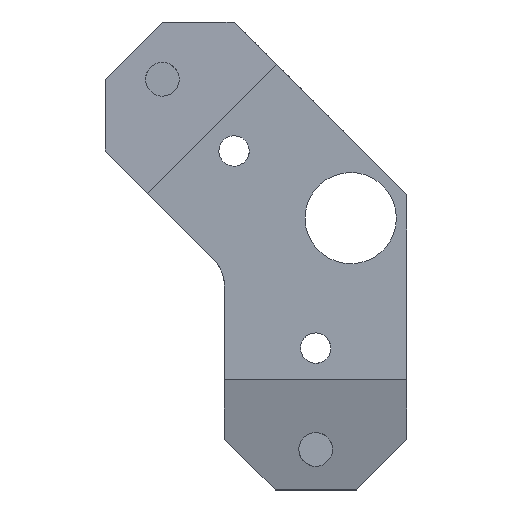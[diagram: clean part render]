
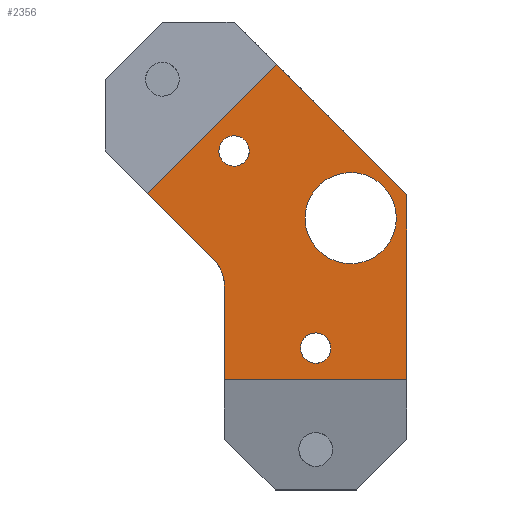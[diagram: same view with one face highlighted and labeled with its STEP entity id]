
A CAD part, left-side view. The second image highlights one B-rep face of the part: STEP entity #2356.
In plain terms, the highlighted planar face has unit normal (-1, 0, 0).
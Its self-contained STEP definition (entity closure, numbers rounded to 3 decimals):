
#1660=AXIS2_PLACEMENT_3D('Circle Axis2P3D',#1658,#1659,$) ;
#1702=AXIS2_PLACEMENT_3D('Circle Axis2P3D',#1700,#1701,$) ;
#1747=AXIS2_PLACEMENT_3D('Circle Axis2P3D',#1745,#1746,$) ;
#2302=AXIS2_PLACEMENT_3D('Plane Axis2P3D',#2299,#2300,#2301) ;
#2306=AXIS2_PLACEMENT_3D('Circle Axis2P3D',#2304,#2305,$) ;
#2336=AXIS2_PLACEMENT_3D('Circle Axis2P3D',#2334,#2335,$) ;
#2345=AXIS2_PLACEMENT_3D('Circle Axis2P3D',#2343,#2344,$) ;
#1623=CARTESIAN_POINT('Vertex',(-18.,40.159,4.931)) ;
#1626=CARTESIAN_POINT('Line Origine',(-18.,27.431,17.659)) ;
#1630=CARTESIAN_POINT('Vertex',(-18.,14.703,30.387)) ;
#1655=CARTESIAN_POINT('Vertex',(-18.,25.656,14.689)) ;
#1658=CARTESIAN_POINT('Axis2P3D Location',(-18.,23.023,13.251)) ;
#1662=CARTESIAN_POINT('Vertex',(-18.,20.391,11.813)) ;
#1678=CARTESIAN_POINT('Control Point',(-18.,25.656,14.689)) ;
#1679=CARTESIAN_POINT('Control Point',(-18.,25.204,15.517)) ;
#1680=CARTESIAN_POINT('Control Point',(-18.,24.428,16.166)) ;
#1681=CARTESIAN_POINT('Control Point',(-18.,23.417,16.463)) ;
#1682=CARTESIAN_POINT('Control Point',(-18.,21.408,16.209)) ;
#1683=CARTESIAN_POINT('Control Point',(-18.,20.108,14.655)) ;
#1684=CARTESIAN_POINT('Control Point',(-18.,19.812,13.645)) ;
#1685=CARTESIAN_POINT('Control Point',(-18.,19.939,12.64)) ;
#1686=CARTESIAN_POINT('Control Point',(-18.,20.391,11.813)) ;
#1700=CARTESIAN_POINT('Axis2P3D Location',(-18.,0.,0.)) ;
#1704=CARTESIAN_POINT('Vertex',(-18.,-7.898,-4.315)) ;
#1706=CARTESIAN_POINT('Vertex',(-18.,7.898,4.315)) ;
#1745=CARTESIAN_POINT('Axis2P3D Location',(-18.,0.,0.)) ;
#1799=CARTESIAN_POINT('Vertex',(-18.,27.107,-8.121)) ;
#1802=CARTESIAN_POINT('Line Origine',(-18.,33.633,-1.595)) ;
#2145=CARTESIAN_POINT('Line Origine',(-18.,1.807,17.49)) ;
#2149=CARTESIAN_POINT('Vertex',(-18.,-11.09,4.594)) ;
#2188=CARTESIAN_POINT('Vertex',(-18.,-11.09,-31.883)) ;
#2191=CARTESIAN_POINT('Line Origine',(-18.,6.91,-31.883)) ;
#2195=CARTESIAN_POINT('Vertex',(-18.,24.91,-31.883)) ;
#2299=CARTESIAN_POINT('Axis2P3D Location',(-18.,0.,0.)) ;
#2304=CARTESIAN_POINT('Axis2P3D Location',(-18.,32.41,-13.425)) ;
#2308=CARTESIAN_POINT('Vertex',(-18.,24.91,-13.425)) ;
#2311=CARTESIAN_POINT('Line Origine',(-18.,24.91,-22.654)) ;
#2316=CARTESIAN_POINT('Line Origine',(-18.,-11.09,-13.645)) ;
#2334=CARTESIAN_POINT('Axis2P3D Location',(-18.,6.91,-25.65)) ;
#2338=CARTESIAN_POINT('Vertex',(-18.,9.543,-24.212)) ;
#2340=CARTESIAN_POINT('Vertex',(-18.,4.277,-27.088)) ;
#2343=CARTESIAN_POINT('Axis2P3D Location',(-18.,6.91,-25.65)) ;
#1627=DIRECTION('Vector Direction',(0.,-0.707,0.707)) ;
#1659=DIRECTION('Axis2P3D Direction',(1.,-0.,0.)) ;
#1701=DIRECTION('Axis2P3D Direction',(1.,-0.,0.)) ;
#1746=DIRECTION('Axis2P3D Direction',(1.,-0.,0.)) ;
#1803=DIRECTION('Vector Direction',(0.,-0.707,-0.707)) ;
#2146=DIRECTION('Vector Direction',(0.,-0.707,-0.707)) ;
#2192=DIRECTION('Vector Direction',(0.,-1.,0.)) ;
#2300=DIRECTION('Axis2P3D Direction',(1.,0.,0.)) ;
#2301=DIRECTION('Axis2P3D XDirection',(0.,1.,0.)) ;
#2305=DIRECTION('Axis2P3D Direction',(1.,0.,0.)) ;
#2312=DIRECTION('Vector Direction',(0.,0.,1.)) ;
#2317=DIRECTION('Vector Direction',(0.,0.,-1.)) ;
#2335=DIRECTION('Axis2P3D Direction',(1.,0.,0.)) ;
#2344=DIRECTION('Axis2P3D Direction',(1.,0.,0.)) ;
#1628=VECTOR('Line Direction',#1627,1.) ;
#1804=VECTOR('Line Direction',#1803,1.) ;
#2147=VECTOR('Line Direction',#2146,1.) ;
#2193=VECTOR('Line Direction',#2192,1.) ;
#2313=VECTOR('Line Direction',#2312,1.) ;
#2318=VECTOR('Line Direction',#2317,1.) ;
#2322=ORIENTED_EDGE('',*,*,#1806,.F.) ;
#2323=ORIENTED_EDGE('',*,*,#2310,.T.) ;
#2324=ORIENTED_EDGE('',*,*,#2315,.F.) ;
#2325=ORIENTED_EDGE('',*,*,#2197,.T.) ;
#2326=ORIENTED_EDGE('',*,*,#2320,.F.) ;
#2327=ORIENTED_EDGE('',*,*,#2151,.F.) ;
#2328=ORIENTED_EDGE('',*,*,#1632,.F.) ;
#2331=ORIENTED_EDGE('',*,*,#1687,.T.) ;
#2332=ORIENTED_EDGE('',*,*,#1664,.T.) ;
#2349=ORIENTED_EDGE('',*,*,#2342,.T.) ;
#2350=ORIENTED_EDGE('',*,*,#2347,.T.) ;
#2353=ORIENTED_EDGE('',*,*,#1749,.T.) ;
#2354=ORIENTED_EDGE('',*,*,#1708,.T.) ;
#2333=FACE_BOUND('',#2330,.T.) ;
#2351=FACE_BOUND('',#2348,.T.) ;
#2355=FACE_BOUND('',#2352,.T.) ;
#2356=ADVANCED_FACE('PartBody',(#2329,#2333,#2351,#2355),#2303,.F.) ;
#1677=B_SPLINE_CURVE_WITH_KNOTS('',5,(#1678,#1679,#1680,#1681,#1682,#1683,#1684,#1685,#1686),.UNSPECIFIED.,.F.,.U.,(6,3,6),(-4.712,0.,4.712),.UNSPECIFIED.) ;
#1661=CIRCLE('generated circle',#1660,3.) ;
#1703=CIRCLE('generated circle',#1702,9.) ;
#1748=CIRCLE('generated circle',#1747,9.) ;
#2307=CIRCLE('generated circle',#2306,7.5) ;
#2337=CIRCLE('generated circle',#2336,3.) ;
#2346=CIRCLE('generated circle',#2345,3.) ;
#1632=EDGE_CURVE('',#1624,#1631,#1629,.T.) ;
#1664=EDGE_CURVE('',#1663,#1656,#1661,.T.) ;
#1687=EDGE_CURVE('',#1656,#1663,#1677,.T.) ;
#1708=EDGE_CURVE('',#1705,#1707,#1703,.T.) ;
#1749=EDGE_CURVE('',#1707,#1705,#1748,.T.) ;
#1806=EDGE_CURVE('',#1800,#1624,#1805,.F.) ;
#2151=EDGE_CURVE('',#1631,#2150,#2148,.T.) ;
#2197=EDGE_CURVE('',#2196,#2189,#2194,.T.) ;
#2310=EDGE_CURVE('',#1800,#2309,#2307,.T.) ;
#2315=EDGE_CURVE('',#2196,#2309,#2314,.T.) ;
#2320=EDGE_CURVE('',#2150,#2189,#2319,.T.) ;
#2342=EDGE_CURVE('',#2339,#2341,#2337,.T.) ;
#2347=EDGE_CURVE('',#2341,#2339,#2346,.T.) ;
#2321=EDGE_LOOP('',(#2322,#2323,#2324,#2325,#2326,#2327,#2328)) ;
#2330=EDGE_LOOP('',(#2331,#2332)) ;
#2348=EDGE_LOOP('',(#2349,#2350)) ;
#2352=EDGE_LOOP('',(#2353,#2354)) ;
#2329=FACE_OUTER_BOUND('',#2321,.T.) ;
#1629=LINE('Line',#1626,#1628) ;
#1805=LINE('Line',#1802,#1804) ;
#2148=LINE('Line',#2145,#2147) ;
#2194=LINE('Line',#2191,#2193) ;
#2314=LINE('Line',#2311,#2313) ;
#2319=LINE('Line',#2316,#2318) ;
#2303=PLANE('',#2302) ;
#1624=VERTEX_POINT('',#1623) ;
#1631=VERTEX_POINT('',#1630) ;
#1656=VERTEX_POINT('',#1655) ;
#1663=VERTEX_POINT('',#1662) ;
#1705=VERTEX_POINT('',#1704) ;
#1707=VERTEX_POINT('',#1706) ;
#1800=VERTEX_POINT('',#1799) ;
#2150=VERTEX_POINT('',#2149) ;
#2189=VERTEX_POINT('',#2188) ;
#2196=VERTEX_POINT('',#2195) ;
#2309=VERTEX_POINT('',#2308) ;
#2339=VERTEX_POINT('',#2338) ;
#2341=VERTEX_POINT('',#2340) ;
